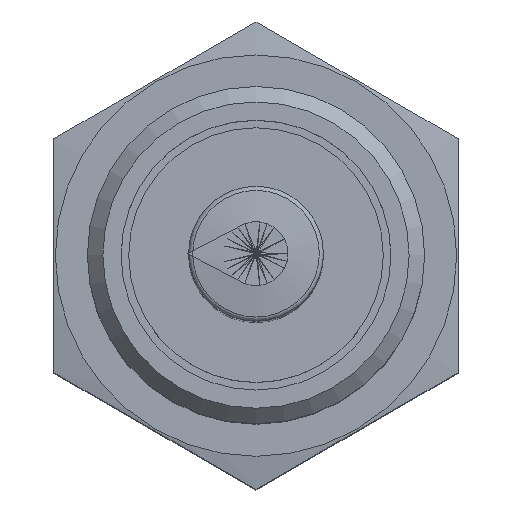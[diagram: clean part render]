
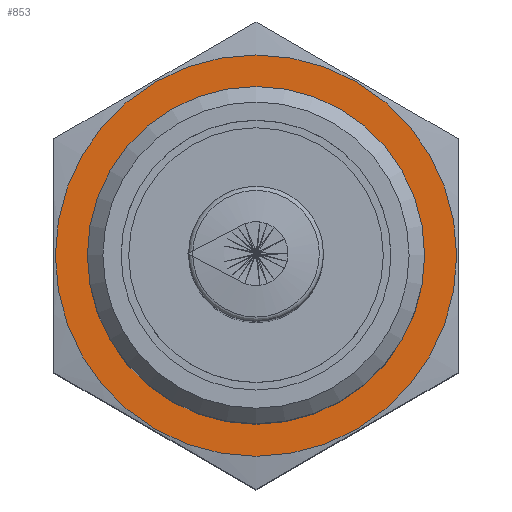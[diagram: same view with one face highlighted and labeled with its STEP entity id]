
A CAD part, top view. The second image highlights one B-rep face of the part: STEP entity #853.
In plain terms, the highlighted face is planar.
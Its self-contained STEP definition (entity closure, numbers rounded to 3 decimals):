
#128=CIRCLE('',#983,11.9);
#129=CIRCLE('',#984,10.);
#286=ORIENTED_EDGE('',*,*,#410,.F.);
#287=ORIENTED_EDGE('',*,*,#411,.T.);
#410=EDGE_CURVE('',#494,#494,#128,.T.);
#411=EDGE_CURVE('',#495,#495,#129,.T.);
#494=VERTEX_POINT('',#1473);
#495=VERTEX_POINT('',#1475);
#660=EDGE_LOOP('',(#286));
#661=EDGE_LOOP('',(#287));
#758=FACE_BOUND('',#660,.T.);
#759=FACE_BOUND('',#661,.T.);
#797=PLANE('',#982);
#853=ADVANCED_FACE('',(#758,#759),#797,.F.);
#982=AXIS2_PLACEMENT_3D('',#1471,#1213,#1214);
#983=AXIS2_PLACEMENT_3D('',#1472,#1215,#1216);
#984=AXIS2_PLACEMENT_3D('',#1474,#1217,#1218);
#1213=DIRECTION('',(1.,0.,0.));
#1214=DIRECTION('',(0.,0.,-1.));
#1215=DIRECTION('',(1.,0.,0.));
#1216=DIRECTION('',(0.,0.,-1.));
#1217=DIRECTION('',(1.,0.,0.));
#1218=DIRECTION('',(0.,0.,-1.));
#1471=CARTESIAN_POINT('',(0.,0.,0.));
#1472=CARTESIAN_POINT('',(0.,0.,0.));
#1473=CARTESIAN_POINT('',(0.,0.,-11.9));
#1474=CARTESIAN_POINT('',(0.,0.,0.));
#1475=CARTESIAN_POINT('',(0.,0.,-10.));
